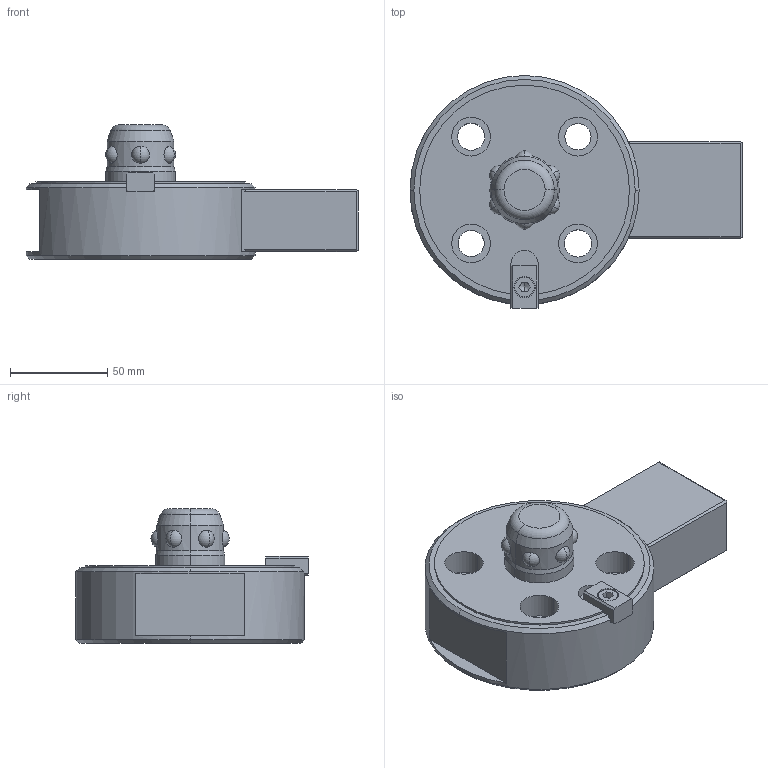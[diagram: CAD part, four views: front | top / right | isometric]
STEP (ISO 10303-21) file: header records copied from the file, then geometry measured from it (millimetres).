
FILE_DESCRIPTION(('STEP AP214'),'1');
FILE_NAME('eh_1990_203.stp','2014-06-18T11:36:34',('TraceParts'),('TraceParts S.A.'),'XStep 1.0',' ',' ');
FILE_SCHEMA(('automotive_design'));
Length unit declared in the file: millimetre
Products named in the file (4): 1; 2; 3; 4
Bounding box: 171 x 120 x 69.5 mm (x, y, z)
Volume: 502841.3 mm3; surface area: 64436.9 mm2
Topology: 4 solids, 4 shells, 132 faces, 315 edges, 207 vertices
Faces by surface type: plane 54, cylinder 47, cone 17, sphere 12, torus 2
Entity records: 8189 total; most frequent: CARTESIAN_POINT 1306, DIRECTION 680, STYLED_ITEM 656, PRESENTATION_STYLE_ASSIGNMENT 656, COLOUR_RGB 656, ORIENTED_EDGE 626, EDGE_CURVE 313, CURVE_STYLE 313
